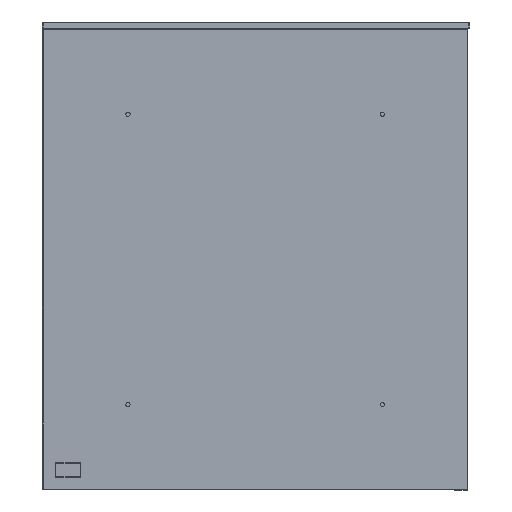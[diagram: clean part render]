
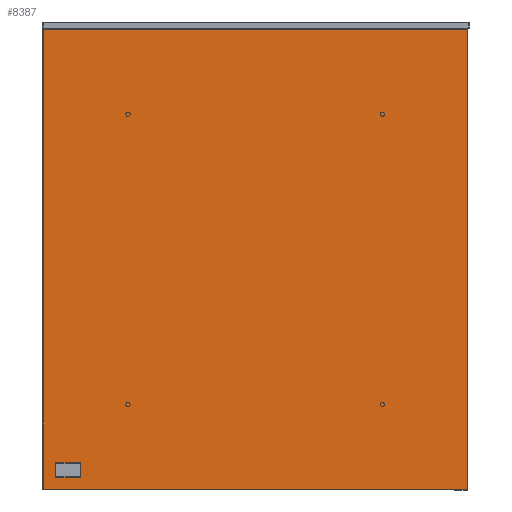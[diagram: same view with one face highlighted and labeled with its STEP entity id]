
A CAD part, left-side view. The second image highlights one B-rep face of the part: STEP entity #8387.
In plain terms, the highlighted planar face has unit normal (-1, 0, 0).
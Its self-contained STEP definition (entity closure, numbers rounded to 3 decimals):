
#8026=CARTESIAN_POINT('',(-3823.565,5493.44,-59.131));
#8027=VERTEX_POINT('',#8026);
#8028=CARTESIAN_POINT('',(-3823.565,5493.44,-596.869));
#8029=VERTEX_POINT('',#8028);
#8030=CARTESIAN_POINT('',(-3823.565,5493.44,-59.131));
#8031=DIRECTION('',(0.0,0.0,-1.0));
#8032=VECTOR('',#8031,537.737);
#8033=LINE('',#8030,#8032);
#8034=EDGE_CURVE('',#8027,#8029,#8033,.T.);
#8066=CARTESIAN_POINT('',(-3823.565,5493.771,-597.2));
#8067=VERTEX_POINT('',#8066);
#8068=CARTESIAN_POINT('',(-3823.565,5493.44,-596.869));
#8069=DIRECTION('',(0.0,0.707,-0.707));
#8070=VECTOR('',#8069,0.469);
#8071=LINE('',#8068,#8070);
#8072=EDGE_CURVE('',#8029,#8067,#8071,.T.);
#8097=CARTESIAN_POINT('',(-3823.565,5989.508,-597.2));
#8098=VERTEX_POINT('',#8097);
#8099=CARTESIAN_POINT('',(-3823.565,5493.771,-597.2));
#8100=DIRECTION('',(0.0,1.0,0.0));
#8101=VECTOR('',#8100,495.737);
#8102=LINE('',#8099,#8101);
#8103=EDGE_CURVE('',#8067,#8098,#8102,.T.);
#8137=CARTESIAN_POINT('',(-3823.565,5989.84,-596.869));
#8138=VERTEX_POINT('',#8137);
#8139=CARTESIAN_POINT('',(-3823.565,5989.508,-597.2));
#8140=DIRECTION('',(0.0,0.707,0.707));
#8141=VECTOR('',#8140,0.469);
#8142=LINE('',#8139,#8141);
#8143=EDGE_CURVE('',#8098,#8138,#8142,.T.);
#8168=CARTESIAN_POINT('',(-3823.565,5989.84,-59.131));
#8169=VERTEX_POINT('',#8168);
#8170=CARTESIAN_POINT('',(-3823.565,5989.84,-596.869));
#8171=DIRECTION('',(0.0,0.0,1.0));
#8172=VECTOR('',#8171,537.737);
#8173=LINE('',#8170,#8172);
#8174=EDGE_CURVE('',#8138,#8169,#8173,.T.);
#8199=CARTESIAN_POINT('',(-3823.565,5989.508,-58.8));
#8200=VERTEX_POINT('',#8199);
#8201=CARTESIAN_POINT('',(-3823.565,5989.84,-59.131));
#8202=DIRECTION('',(0.0,-0.707,0.707));
#8203=VECTOR('',#8202,0.469);
#8204=LINE('',#8201,#8203);
#8205=EDGE_CURVE('',#8169,#8200,#8204,.T.);
#8230=CARTESIAN_POINT('',(-3823.565,5493.771,-58.8));
#8231=VERTEX_POINT('',#8230);
#8232=CARTESIAN_POINT('',(-3823.565,5989.508,-58.8));
#8233=DIRECTION('',(0.0,-1.0,0.0));
#8234=VECTOR('',#8233,495.737);
#8235=LINE('',#8232,#8234);
#8236=EDGE_CURVE('',#8200,#8231,#8235,.T.);
#8259=CARTESIAN_POINT('',(-3823.565,5493.771,-58.8));
#8260=DIRECTION('',(0.0,-0.707,-0.707));
#8261=VECTOR('',#8260,0.469);
#8262=LINE('',#8259,#8261);
#8263=EDGE_CURVE('',#8231,#8027,#8262,.T.);
#8372=CARTESIAN_POINT('',(-3823.565,5741.64,-597.201));
#8373=DIRECTION('',(-1.0,0.0,0.0));
#8374=DIRECTION('',(0.0,0.0,1.0));
#8375=AXIS2_PLACEMENT_3D('',#8372,#8373,#8374);
#8376=PLANE('',#8375);
#8377=ORIENTED_EDGE('',*,*,#8034,.F.);
#8378=ORIENTED_EDGE('',*,*,#8263,.F.);
#8379=ORIENTED_EDGE('',*,*,#8236,.F.);
#8380=ORIENTED_EDGE('',*,*,#8205,.F.);
#8381=ORIENTED_EDGE('',*,*,#8174,.F.);
#8382=ORIENTED_EDGE('',*,*,#8143,.F.);
#8383=ORIENTED_EDGE('',*,*,#8103,.F.);
#8384=ORIENTED_EDGE('',*,*,#8072,.F.);
#8385=EDGE_LOOP('',(#8377,#8378,#8379,#8380,#8381,#8382,#8383,#8384));
#8386=FACE_OUTER_BOUND('',#8385,.T.);
#8387=ADVANCED_FACE('',(#8386),#8376,.T.);
